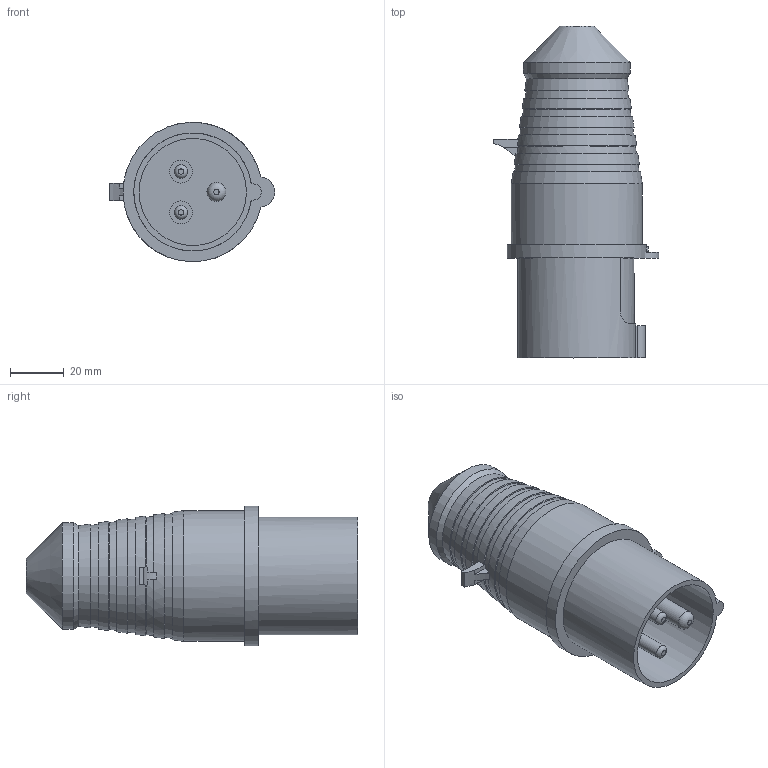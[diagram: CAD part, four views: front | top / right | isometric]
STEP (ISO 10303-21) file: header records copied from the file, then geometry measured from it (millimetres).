
FILE_DESCRIPTION (( 'STEP AP203' ), '1' );
FILE_NAME ('ps-013-16-220.ÃÌ Âèëêà ïåðåíîñíàÿ 013 2Ð+ÐÅ 16À 220Â IP44 EKF.STEP', '2025-10-01T11:29:38', ( '' ), ( '' ), 'SwSTEP 2.0', 'SolidWorks 2021', '' );
FILE_SCHEMA (( 'CONFIG_CONTROL_DESIGN' ));
Length unit declared in the file: millimetre
Products named in the file (3): Êîïèÿ òûëüíàÿ-îáùàÿ-ìàëåíüêàÿ^ps-013-16-220.ÃÌ Âèëêà ïåðåíîñíàÿ 013 2Ð+ÐÅ 16À 220Â IP44 EKF_00; Êîïèÿ ps-013-16-220 âèëêà^ps-013-16-220.ÃÌ Âèëêà ïåðåíîñíàÿ 013 2Ð+ÐÅ 16À 220Â IP44 EKF_00; ps-013-16-220.ÃÌ Âèëêà ïåðåíîñíàÿ 013 2Ð+ÐÅ 16À 220Â IP44 EKF
Assembly tree (2 placements, depth 2):
  ps-013-16-220.ÃÌ Âèëêà ïåðåíîñíàÿ 013 2Ð+ÐÅ 16À 220Â IP44 EKF
    Êîïèÿ ps-013-16-220 âèëêà^ps-013-16-220.ÃÌ Âèëêà ïåðåíîñíàÿ 013 2Ð+ÐÅ 16À 220Â IP44 EKF_00
    Êîïèÿ òûëüíàÿ-îáùàÿ-ìàëåíüêàÿ^ps-013-16-220.ÃÌ Âèëêà ïåðåíîñíàÿ 013 2Ð+ÐÅ 16À 220Â IP44 EKF_00
Bounding box: 61.17 x 123 x 51.64 mm (x, y, z)
Volume: 134172.5 mm3; surface area: 32144.1 mm2
Topology: 2 solids, 2 shells, 80 faces, 182 edges, 113 vertices
Faces by surface type: plane 35, cone 24, cylinder 18, torus 3
Full cylindrical faces by diameter (mm): 5 x2, 5.25 x1, 7 x1, 8.5 x2, 39.5 x1, 39.75 x1, 43.75 x1, 48.5 x1, 51.65 x1
Entity records: 2369 total; most frequent: CARTESIAN_POINT 437, DIRECTION 362, ORIENTED_EDGE 278, AXIS2_PLACEMENT_3D 154, EDGE_CURVE 139, EDGE_LOOP 122, VERTEX_POINT 105, FACE_OUTER_BOUND 94
